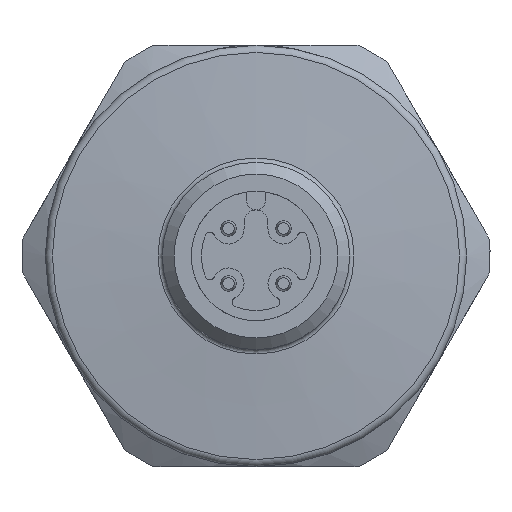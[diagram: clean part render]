
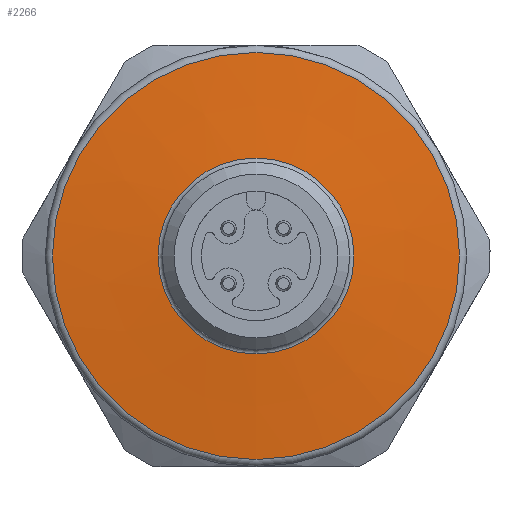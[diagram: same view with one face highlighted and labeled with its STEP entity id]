
A CAD part, front view. The second image highlights one B-rep face of the part: STEP entity #2266.
In plain terms, the highlighted conical face has half-angle 85 degrees and reference radius 6 mm.
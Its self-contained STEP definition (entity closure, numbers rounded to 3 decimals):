
#71=CONICAL_SURFACE('',#2474,6.,1.484);
#206=CIRCLE('',#2470,6.274);
#207=CIRCLE('',#2472,13.044);
#541=ORIENTED_EDGE('',*,*,#796,.T.);
#542=ORIENTED_EDGE('',*,*,#795,.T.);
#795=EDGE_CURVE('',#944,#944,#206,.T.);
#796=EDGE_CURVE('',#945,#945,#207,.T.);
#944=VERTEX_POINT('',#3858);
#945=VERTEX_POINT('',#3861);
#1205=EDGE_LOOP('',(#541));
#1206=EDGE_LOOP('',(#542));
#1360=FACE_BOUND('',#1205,.T.);
#1361=FACE_BOUND('',#1206,.T.);
#2266=ADVANCED_FACE('',(#1360,#1361),#71,.T.);
#2470=AXIS2_PLACEMENT_3D('',#3857,#2927,#2928);
#2472=AXIS2_PLACEMENT_3D('',#3860,#2931,#2932);
#2474=AXIS2_PLACEMENT_3D('',#3864,#2935,#2936);
#2927=DIRECTION('',(0.,1.,0.));
#2928=DIRECTION('',(0.,0.,-1.));
#2931=DIRECTION('',(0.,-1.,0.));
#2932=DIRECTION('',(0.,0.,1.));
#2935=DIRECTION('',(0.,1.,0.));
#2936=DIRECTION('',(0.,0.,-1.));
#3857=CARTESIAN_POINT('',(-0.018,-5.476,0.032));
#3858=CARTESIAN_POINT('',(-0.018,-5.476,-6.242));
#3860=CARTESIAN_POINT('',(-0.018,-4.884,0.032));
#3861=CARTESIAN_POINT('',(-0.018,-4.884,13.076));
#3864=CARTESIAN_POINT('',(-0.018,-5.5,0.032));
